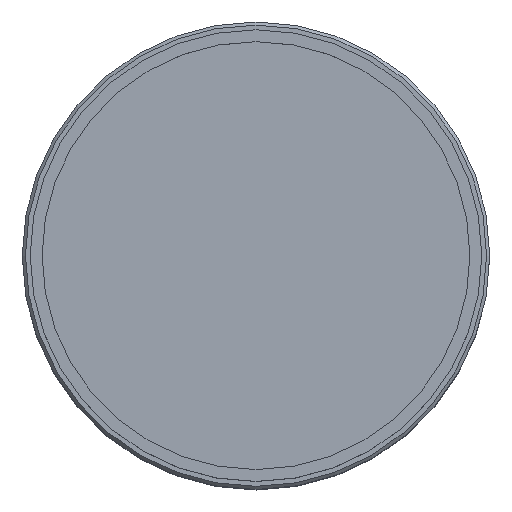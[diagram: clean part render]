
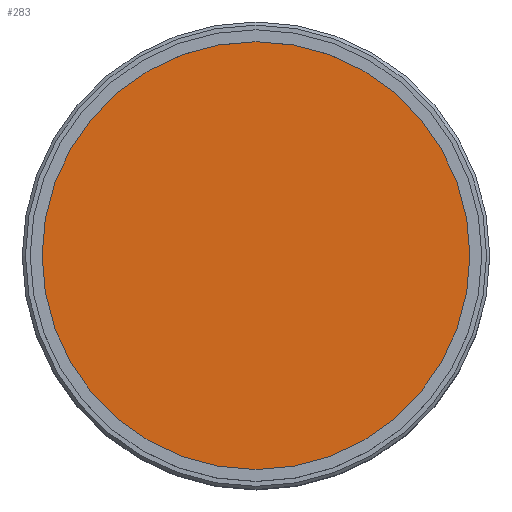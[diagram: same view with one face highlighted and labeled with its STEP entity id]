
A CAD part, top view. The second image highlights one B-rep face of the part: STEP entity #283.
In plain terms, the highlighted planar face has unit normal (0, 0, 1).
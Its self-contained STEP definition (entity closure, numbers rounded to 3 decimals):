
#69 = EDGE_LOOP ( 'NONE', ( #367 ) ) ;
#87 = CIRCLE ( 'NONE', #555, 13.5 ) ;
#111 = AXIS2_PLACEMENT_3D ( 'NONE', #582, #578, #194 ) ;
#194 = DIRECTION ( 'NONE',  ( 1., 0., 0. ) ) ;
#260 = VERTEX_POINT ( 'NONE', #453 ) ;
#266 = DIRECTION ( 'NONE',  ( 0., 0., 1. ) ) ;
#283 = ADVANCED_FACE ( 'NONE', ( #380 ), #425, .T. ) ;
#367 = ORIENTED_EDGE ( 'NONE', *, *, #467, .T. ) ;
#380 = FACE_OUTER_BOUND ( 'NONE', #69, .T. ) ;
#425 = PLANE ( 'NONE',  #111 ) ;
#453 = CARTESIAN_POINT ( 'NONE',  ( -13.5, 0., -0.5 ) ) ;
#467 = EDGE_CURVE ( 'NONE', #260, #260, #87, .T. ) ;
#508 = CARTESIAN_POINT ( 'NONE',  ( 0., 0., -0.5 ) ) ;
#555 = AXIS2_PLACEMENT_3D ( 'NONE', #508, #266, #622 ) ;
#578 = DIRECTION ( 'NONE',  ( 0., 0., 1. ) ) ;
#582 = CARTESIAN_POINT ( 'NONE',  ( 0., 0., -0.5 ) ) ;
#622 = DIRECTION ( 'NONE',  ( -1., 0., 0. ) ) ;
